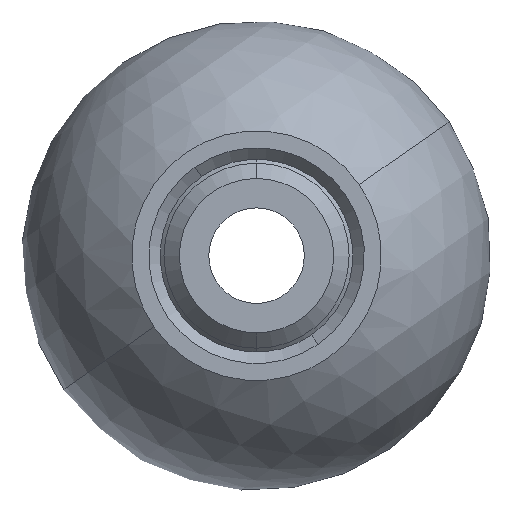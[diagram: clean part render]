
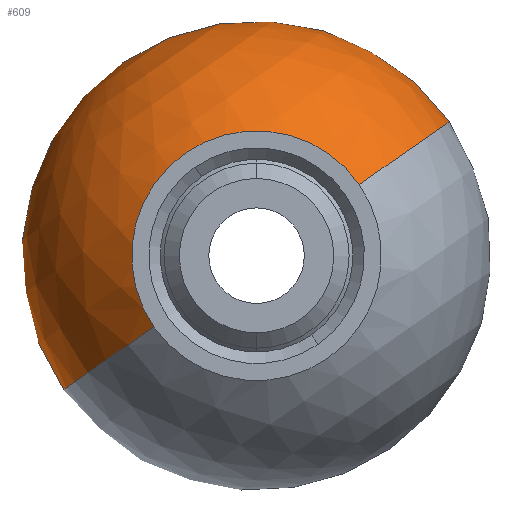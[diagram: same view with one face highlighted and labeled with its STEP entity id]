
A CAD part, left-side view. The second image highlights one B-rep face of the part: STEP entity #609.
In plain terms, the highlighted spherical face has radius 3.899 mm.
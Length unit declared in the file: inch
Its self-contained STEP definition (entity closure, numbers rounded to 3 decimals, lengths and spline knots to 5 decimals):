
#49 = CIRCLE ( 'NONE', #820, 0.1535 ) ;
#94 = DIRECTION ( 'NONE',  ( 0., 0.57, 0.821 ) ) ;
#136 = CARTESIAN_POINT ( 'NONE',  ( -1.125, 0.06704, -0.04656 ) ) ;
#148 = EDGE_CURVE ( 'NONE', #545, #1245, #419, .T. ) ;
#172 = CARTESIAN_POINT ( 'NONE',  ( -0.995, 0.12608, -0.08756 ) ) ;
#189 = DIRECTION ( 'NONE',  ( 0., -0.57, -0.821 ) ) ;
#223 = ORIENTED_EDGE ( 'NONE', *, *, #1283, .F. ) ;
#225 = AXIS2_PLACEMENT_3D ( 'NONE', #390, #94, #394 ) ;
#228 = DIRECTION ( 'NONE',  ( 0., 0.821, -0.57 ) ) ;
#314 = CARTESIAN_POINT ( 'NONE',  ( -0.995, 0., 0. ) ) ;
#360 = FACE_OUTER_BOUND ( 'NONE', #644, .T. ) ;
#390 = CARTESIAN_POINT ( 'NONE',  ( -0.995, 0., 0. ) ) ;
#394 = DIRECTION ( 'NONE',  ( 0., -0.821, 0.57 ) ) ;
#411 = DIRECTION ( 'NONE',  ( 0., -0.57, -0.821 ) ) ;
#417 = ORIENTED_EDGE ( 'NONE', *, *, #794, .T. ) ;
#419 = CIRCLE ( 'NONE', #1297, 0.08162 ) ;
#420 = SPHERICAL_SURFACE ( 'NONE', #881, 0.1535 ) ;
#432 = CARTESIAN_POINT ( 'NONE',  ( -0.995, -0.12608, 0.08756 ) ) ;
#437 = AXIS2_PLACEMENT_3D ( 'NONE', #314, #411, #228 ) ;
#444 = CARTESIAN_POINT ( 'NONE',  ( -0.865, -0.06704, 0.04656 ) ) ;
#491 = DIRECTION ( 'NONE',  ( 1., 0., 0. ) ) ;
#545 = VERTEX_POINT ( 'NONE', #979 ) ;
#561 = DIRECTION ( 'NONE',  ( 0., 0.57, 0.821 ) ) ;
#576 = AXIS2_PLACEMENT_3D ( 'NONE', #1221, #189, #1108 ) ;
#609 = ADVANCED_FACE ( 'NONE', ( #360 ), #420, .T. ) ;
#624 = ORIENTED_EDGE ( 'NONE', *, *, #1066, .F. ) ;
#626 = AXIS2_PLACEMENT_3D ( 'NONE', #912, #491, #1317 ) ;
#644 = EDGE_LOOP ( 'NONE', ( #624, #929, #732, #417, #223, #1040 ) ) ;
#662 = DIRECTION ( 'NONE',  ( 1., 0., 0. ) ) ;
#663 = EDGE_CURVE ( 'NONE', #775, #1245, #49, .T. ) ;
#665 = CARTESIAN_POINT ( 'NONE',  ( -0.995, 0., 0. ) ) ;
#732 = ORIENTED_EDGE ( 'NONE', *, *, #148, .F. ) ;
#760 = VERTEX_POINT ( 'NONE', #795 ) ;
#774 = DIRECTION ( 'NONE',  ( 0., -0.821, 0.57 ) ) ;
#775 = VERTEX_POINT ( 'NONE', #172 ) ;
#793 = CIRCLE ( 'NONE', #437, 0.1535 ) ;
#794 = EDGE_CURVE ( 'NONE', #545, #866, #1241, .T. ) ;
#795 = CARTESIAN_POINT ( 'NONE',  ( -0.865, 0.06704, -0.04656 ) ) ;
#820 = AXIS2_PLACEMENT_3D ( 'NONE', #665, #561, #774 ) ;
#866 = VERTEX_POINT ( 'NONE', #432 ) ;
#881 = AXIS2_PLACEMENT_3D ( 'NONE', #969, #1171, #662 ) ;
#912 = CARTESIAN_POINT ( 'NONE',  ( -0.865, 0., 0. ) ) ;
#929 = ORIENTED_EDGE ( 'NONE', *, *, #663, .T. ) ;
#934 = CIRCLE ( 'NONE', #626, 0.08162 ) ;
#969 = CARTESIAN_POINT ( 'NONE',  ( -0.995, 0., 0. ) ) ;
#979 = CARTESIAN_POINT ( 'NONE',  ( -1.125, -0.06704, 0.04656 ) ) ;
#1040 = ORIENTED_EDGE ( 'NONE', *, *, #1306, .F. ) ;
#1066 = EDGE_CURVE ( 'NONE', #775, #760, #793, .T. ) ;
#1108 = DIRECTION ( 'NONE',  ( 0., 0.821, -0.57 ) ) ;
#1168 = VERTEX_POINT ( 'NONE', #444 ) ;
#1171 = DIRECTION ( 'NONE',  ( 0., 0.57, 0.821 ) ) ;
#1193 = DIRECTION ( 'NONE',  ( -1., 0., 0. ) ) ;
#1198 = DIRECTION ( 'NONE',  ( 0., 0.821, -0.57 ) ) ;
#1221 = CARTESIAN_POINT ( 'NONE',  ( -0.995, 0., 0. ) ) ;
#1241 = CIRCLE ( 'NONE', #225, 0.1535 ) ;
#1245 = VERTEX_POINT ( 'NONE', #136 ) ;
#1263 = CIRCLE ( 'NONE', #576, 0.1535 ) ;
#1283 = EDGE_CURVE ( 'NONE', #1168, #866, #1263, .T. ) ;
#1286 = CARTESIAN_POINT ( 'NONE',  ( -1.125, 0., 0. ) ) ;
#1297 = AXIS2_PLACEMENT_3D ( 'NONE', #1286, #1193, #1198 ) ;
#1306 = EDGE_CURVE ( 'NONE', #760, #1168, #934, .T. ) ;
#1317 = DIRECTION ( 'NONE',  ( 0., -0.821, 0.57 ) ) ;
